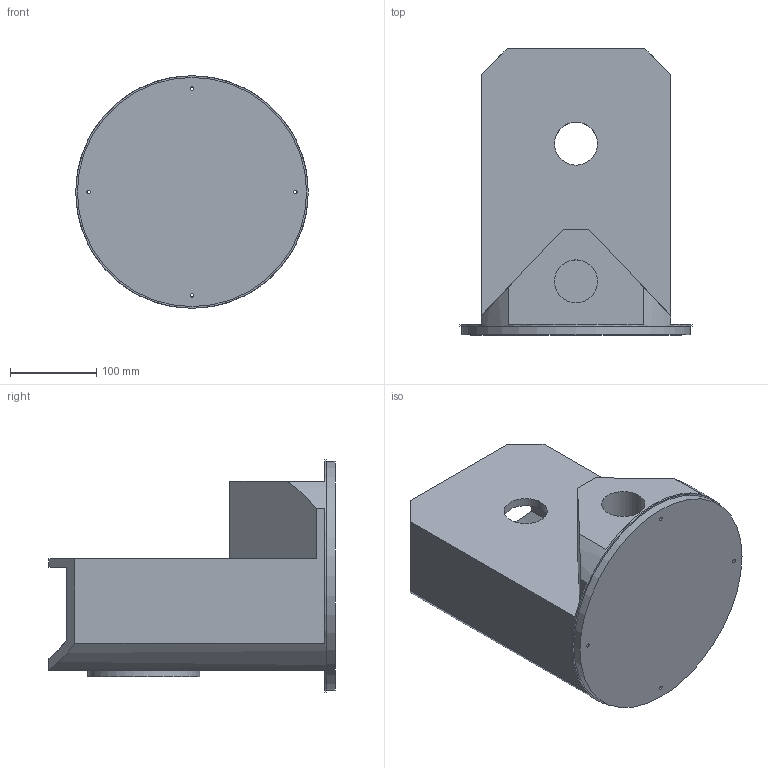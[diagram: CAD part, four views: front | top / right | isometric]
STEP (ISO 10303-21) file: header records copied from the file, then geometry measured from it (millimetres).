
FILE_DESCRIPTION(/* description */ (''),/* implementation_level */ '2;1');
FILE_NAME(/* name */ '[K1]Thn.stp',/* time_stamp */ '2023-12-28T10:25:39+07:00',/* author */ ('daveb'),/* organization */ (''),/* preprocessor_version */ 'ST-DEVELOPER v19.2',/* originating_system */ 'Autodesk Inventor 2024',/* authorisation */ '');
FILE_SCHEMA (('AUTOMOTIVE_DESIGN { 1 0 10303 214 3 1 1 }'));
Length unit declared in the file: millimetre
Products named in the file (1): [K1]Thân
Bounding box: 270 x 332 x 270 mm (x, y, z)
Volume: 3758142.2 mm3; surface area: 536772.8 mm2
Topology: 1 solids, 1 shells, 53 faces, 143 edges, 94 vertices
Faces by surface type: cylinder 25, plane 24, cone 4
Full cylindrical faces by diameter (mm): 2.459 x4, 3.242 x8, 4.134 x4, 20 x1, 50 x3, 130 x1, 266 x1, 270 x1
Entity records: 1774 total; most frequent: DIRECTION 309, CARTESIAN_POINT 287, ORIENTED_EDGE 278, EDGE_CURVE 139, AXIS2_PLACEMENT_3D 116, VERTEX_POINT 94, EDGE_LOOP 91, LINE 77
